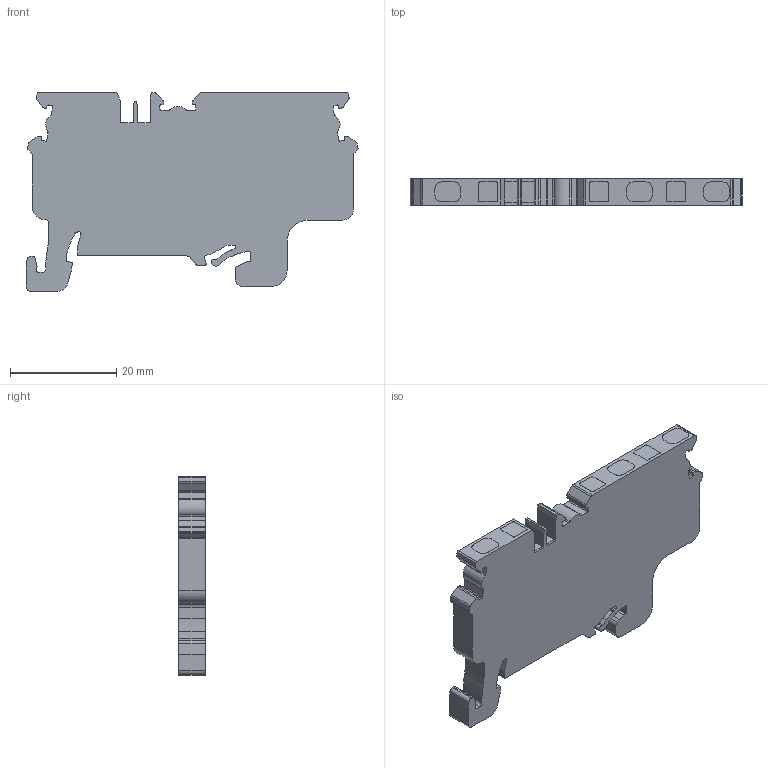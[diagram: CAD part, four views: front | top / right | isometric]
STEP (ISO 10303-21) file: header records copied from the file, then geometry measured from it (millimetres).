
FILE_DESCRIPTION(/* description */ (''),/* implementation_level */ '2;1');
FILE_NAME(/* name */ 'CXG2.5_3.stp',/* time_stamp */ '2016-06-20T10:58:54-04:00',/* author */ ('CAD Station'),/* organization */ (''),/* preprocessor_version */ 'ST-DEVELOPER v16.1',/* originating_system */ 'Autodesk Inventor 2016',/* authorisation */ '');
FILE_SCHEMA (('AUTOMOTIVE_DESIGN { 1 0 10303 214 3 1 1 }'));
Length unit declared in the file: metre
Products named in the file (1): CXG2.5_3
Bounding box: 62.5 x 5 x 37.4 mm (x, y, z)
Volume: 8781.5 mm3; surface area: 4927.1 mm2
Topology: 1 solids, 1 shells, 245 faces, 711 edges, 474 vertices
Faces by surface type: plane 133, cylinder 112
Entity records: 8412 total; most frequent: CARTESIAN_POINT 1431, DIRECTION 1427, ORIENTED_EDGE 1422, EDGE_CURVE 711, LINE 487, VECTOR 487, VERTEX_POINT 474, AXIS2_PLACEMENT_3D 470
